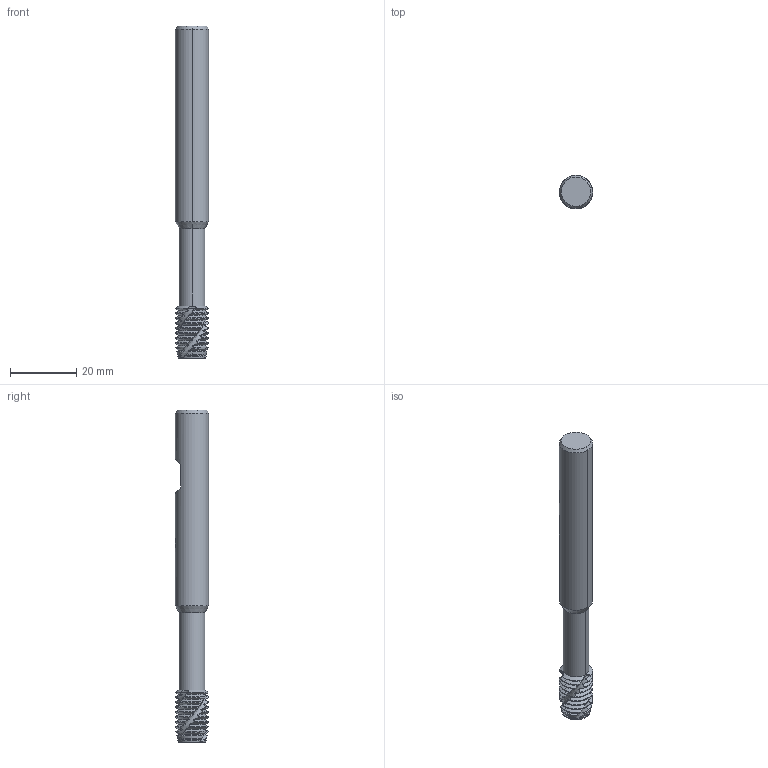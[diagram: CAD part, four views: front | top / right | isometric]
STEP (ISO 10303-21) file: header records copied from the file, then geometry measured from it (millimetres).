
FILE_DESCRIPTION(('no description'),'unknown implementation level');
FILE_NAME('solid0w_RZ3VcB5cVtXv1SitJWLnXu2s_1.STP',' ',('CIM GmbH Aachen'),('CADClick - KiM GmbH - www.kimweb.de'),'unknown preprocess','ACIS','unknown authorization');
FILE_SCHEMA(('automotive_design'));
Length unit declared in the file: millimetre
Products named in the file (2): 1; 2
Bounding box: 10 x 10 x 100 mm (x, y, z)
Volume: 6749.8 mm3; surface area: 4069.2 mm2
Topology: 2 solids, 2 shells, 238 faces, 662 edges, 427 vertices
Faces by surface type: cone 118, cylinder 99, plane 12, bspline 6, revolution 3
Entity records: 19180 total; most frequent: CARTESIAN_POINT 6052, STYLED_ITEM 1328, PRESENTATION_STYLE_ASSIGNMENT 1328, COLOUR_RGB 1328, ORIENTED_EDGE 1322, DIRECTION 1099, EDGE_CURVE 661, CURVE_STYLE 661
